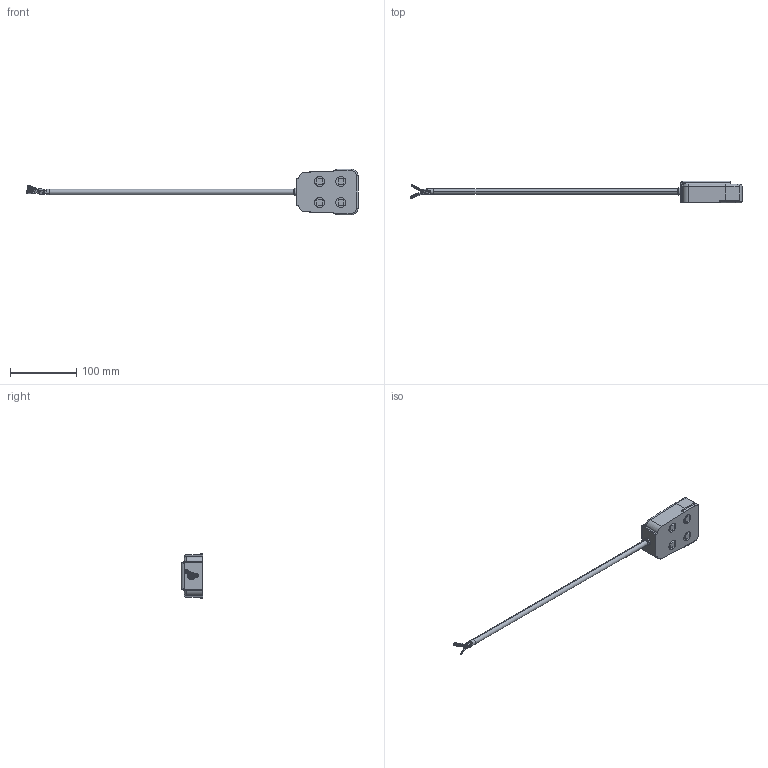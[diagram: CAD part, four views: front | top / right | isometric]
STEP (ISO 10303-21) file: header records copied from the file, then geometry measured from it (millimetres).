
FILE_DESCRIPTION (( 'STEP AP214' ), '1' );
FILE_NAME ('Cadiere_Forceps.STEP', '2016-02-05T11:44:45', ( '' ), ( '' ), 'SwSTEP 2.0', 'SolidWorks 2015', '' );
FILE_SCHEMA (( 'AUTOMOTIVE_DESIGN' ));
Length unit declared in the file: millimetre
Products named in the file (8): Tool_Wristis_Caudier_Forceps_Link_2; Tool_Wristis_Caudiere_forceps_Link_3_Right; Tool_main; Tool_Wrists_Link_1; Tool_Wristis_Caudiere_forceps_Link_3_Left; Tool_Wrists_Shaft_Link_1_2; Tool_Wristis_Caudiere_Forceps_shaft_Link_2_3; Cadiere_Forceps
Assembly tree (7 placements, depth 2):
  Cadiere_Forceps
    Tool_Wristis_Caudiere_Forceps_shaft_Link_2_3
    Tool_Wristis_Caudiere_forceps_Link_3_Right
    Tool_Wristis_Caudiere_forceps_Link_3_Left
    Tool_Wristis_Caudier_Forceps_Link_2
    Tool_Wrists_Shaft_Link_1_2
    Tool_Wrists_Link_1
    Tool_main
Bounding box: 500 x 33 x 68.2 mm (x, y, z)
Volume: 194534.3 mm3; surface area: 32840.2 mm2
Topology: 7 solids, 7 shells, 492 faces, 1384 edges, 912 vertices
Faces by surface type: plane 365, cylinder 94, bspline 27, torus 4, cone 2
Entity records: 17438 total; most frequent: CARTESIAN_POINT 4691, ORIENTED_EDGE 2768, DIRECTION 2333, EDGE_CURVE 1384, LINE 989, VECTOR 989, VERTEX_POINT 912, AXIS2_PLACEMENT_3D 672
